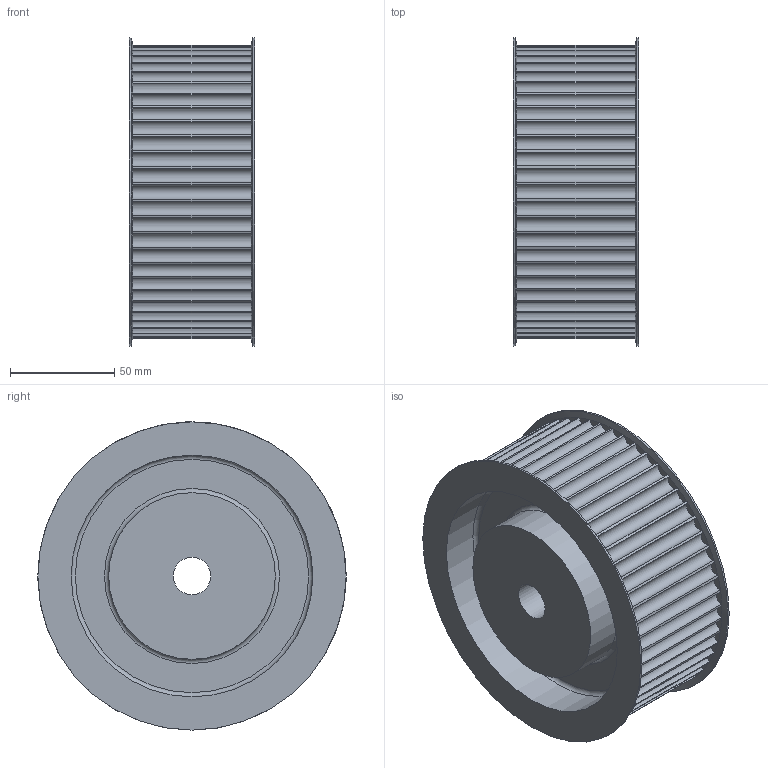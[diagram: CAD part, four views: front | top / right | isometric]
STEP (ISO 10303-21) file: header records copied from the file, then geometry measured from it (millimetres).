
FILE_DESCRIPTION( ( 'STEP AP214' ), '1' );
FILE_NAME( 'HTD-Zrr_18_17442800_2_14.stp', ' ', ( ' ' ), ( ' ' ), 'PSStep 15.0.47', 'PARTsolutions', ' ' );
FILE_SCHEMA( ( 'AUTOMOTIVE_DESIGN { 1 0 10303 214 1 1 1 1 }' ) );
Length unit declared in the file: millimetre
Products named in the file (1): _HTD-Zrr 18 17442800
Bounding box: 60 x 148 x 148 mm (x, y, z)
Volume: 646868.7 mm3; surface area: 103800.8 mm2
Topology: 1 solids, 1 shells, 244 faces, 484 edges, 246 vertices
Faces by surface type: cylinder 119, plane 118, torus 4, cone 3
Full cylindrical faces by diameter (mm): 18 x1, 80 x2, 116 x2, 148 x2
Entity records: 8078 total; most frequent: DIRECTION 1312, CARTESIAN_POINT 955, ORIENTED_EDGE 934, AXIS2_PLACEMENT_3D 600, EDGE_CURVE 467, CIRCLE 355, EDGE_LOOP 264, FACE_OUTER_BOUND 255
